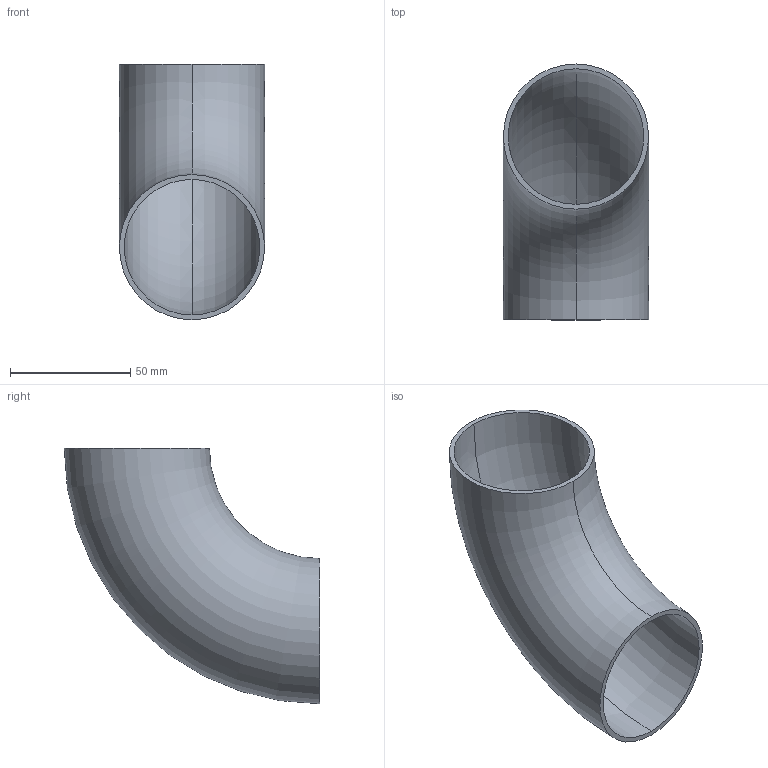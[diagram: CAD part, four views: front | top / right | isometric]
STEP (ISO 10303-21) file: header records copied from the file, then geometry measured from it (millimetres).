
FILE_DESCRIPTION (( 'STEP AP203' ), '1' );
FILE_NAME ('55192-240.step', '2018-12-17T10:22:15', ( '' ), ( '' ), 'SwSTEP 2.0', 'SolidWorks 2015', '' );
FILE_SCHEMA (( 'CONFIG_CONTROL_DESIGN' ));
Length unit declared in the file: millimetre
Products named in the file (1): 55192-240
Bounding box: 60.3 x 106.15 x 106.15 mm (x, y, z)
Volume: 43729.7 mm3; surface area: 44472.3 mm2
Topology: 1 solids, 1 shells, 227 faces, 606 edges, 404 vertices
Faces by surface type: plane 106, bspline 94, torus 27
Entity records: 11388 total; most frequent: CARTESIAN_POINT 6687, ORIENTED_EDGE 1212, EDGE_CURVE 606, DIRECTION 490, VERTEX_POINT 404, B_SPLINE_CURVE_WITH_KNOTS 396, EDGE_LOOP 252, ADVANCED_FACE 227
